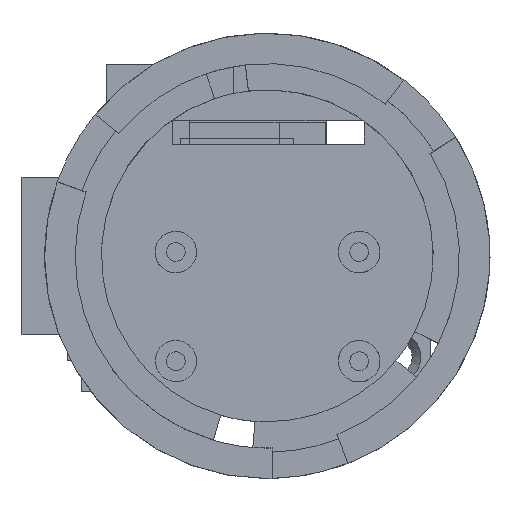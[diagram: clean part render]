
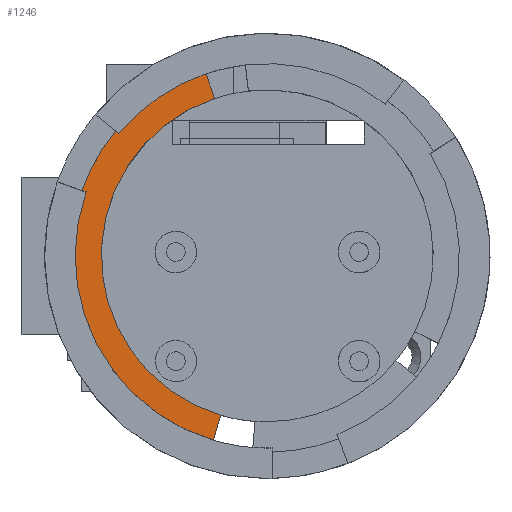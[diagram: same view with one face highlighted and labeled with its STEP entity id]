
A CAD part, top view. The second image highlights one B-rep face of the part: STEP entity #1246.
In plain terms, the highlighted planar face has unit normal (0, 0, 1).
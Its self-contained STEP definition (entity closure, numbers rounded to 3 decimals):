
#655=CARTESIAN_POINT('',(-15.586,15.362,117.589));
#656=VERTEX_POINT('',#655);
#665=CARTESIAN_POINT('',(-5.582,22.258,117.589));
#666=VERTEX_POINT('',#665);
#667=CARTESIAN_POINT('',(1.416,1.401,117.589));
#668=DIRECTION('',(-0.,-0.,1.));
#669=DIRECTION('',(-0.,1.,0.));
#670=AXIS2_PLACEMENT_3D('',#667,#668,#669);
#671=CIRCLE('',#670,22.);
#672=EDGE_CURVE('',#666,#656,#671,.T.);
#1143=CARTESIAN_POINT('',(-4.628,19.414,117.589));
#1144=VERTEX_POINT('',#1143);
#1151=CARTESIAN_POINT('',(-3.928,-16.832,117.589));
#1152=VERTEX_POINT('',#1151);
#1153=CARTESIAN_POINT('',(1.416,1.401,117.589));
#1154=DIRECTION('',(-0.,-0.,1.));
#1155=DIRECTION('',(-0.,1.,0.));
#1156=AXIS2_PLACEMENT_3D('',#1153,#1154,#1155);
#1157=CIRCLE('',#1156,19.);
#1158=EDGE_CURVE('',#1144,#1152,#1157,.T.);
#1174=CARTESIAN_POINT('',(-19.336,8.705,117.589));
#1175=VERTEX_POINT('',#1174);
#1176=CARTESIAN_POINT('',(-4.772,-19.711,117.589));
#1177=VERTEX_POINT('',#1176);
#1178=CARTESIAN_POINT('',(1.416,1.401,117.589));
#1179=DIRECTION('',(-0.,-0.,1.));
#1180=DIRECTION('',(-0.,1.,0.));
#1181=AXIS2_PLACEMENT_3D('',#1178,#1179,#1180);
#1182=CIRCLE('',#1181,22.);
#1183=EDGE_CURVE('',#1175,#1177,#1182,.T.);
#1201=CARTESIAN_POINT('',(-18.584,211.401,117.589));
#1202=DIRECTION('',(-0.,-0.,1.));
#1203=DIRECTION('',(-0.,1.,0.));
#1204=AXIS2_PLACEMENT_3D('',#1201,#1202,#1203);
#1205=PLANE('',#1204);
#1206=CARTESIAN_POINT('',(-5.582,22.258,117.589));
#1207=DIRECTION('',(0.318,-0.948,-0.));
#1208=VECTOR('',#1207,3.);
#1209=LINE('',#1206,#1208);
#1210=EDGE_CURVE('',#666,#1144,#1209,.T.);
#1211=ORIENTED_EDGE('',*,*,#1210,.F.);
#1212=ORIENTED_EDGE('',*,*,#672,.T.);
#1213=CARTESIAN_POINT('',(-15.973,15.68,117.589));
#1214=VERTEX_POINT('',#1213);
#1215=CARTESIAN_POINT('',(-15.586,15.362,117.589));
#1216=DIRECTION('',(-0.773,0.635,0.));
#1217=VECTOR('',#1216,0.5);
#1218=LINE('',#1215,#1217);
#1219=EDGE_CURVE('',#656,#1214,#1218,.T.);
#1220=ORIENTED_EDGE('',*,*,#1219,.T.);
#1221=CARTESIAN_POINT('',(-19.808,8.871,117.589));
#1222=VERTEX_POINT('',#1221);
#1223=CARTESIAN_POINT('',(1.416,1.401,117.589));
#1224=DIRECTION('',(-0.,-0.,1.));
#1225=DIRECTION('',(1.,0.,0.));
#1226=AXIS2_PLACEMENT_3D('',#1223,#1224,#1225);
#1227=CIRCLE('',#1226,22.5);
#1228=EDGE_CURVE('',#1214,#1222,#1227,.T.);
#1229=ORIENTED_EDGE('',*,*,#1228,.T.);
#1230=CARTESIAN_POINT('',(-19.336,8.705,117.589));
#1231=DIRECTION('',(-0.943,0.332,-0.));
#1232=VECTOR('',#1231,0.5);
#1233=LINE('',#1230,#1232);
#1234=EDGE_CURVE('',#1175,#1222,#1233,.T.);
#1235=ORIENTED_EDGE('',*,*,#1234,.F.);
#1236=ORIENTED_EDGE('',*,*,#1183,.T.);
#1237=CARTESIAN_POINT('',(-4.772,-19.711,117.589));
#1238=DIRECTION('',(0.281,0.96,-0.));
#1239=VECTOR('',#1238,3.);
#1240=LINE('',#1237,#1239);
#1241=EDGE_CURVE('',#1177,#1152,#1240,.T.);
#1242=ORIENTED_EDGE('',*,*,#1241,.T.);
#1243=ORIENTED_EDGE('',*,*,#1158,.F.);
#1244=EDGE_LOOP('',(#1211,#1212,#1220,#1229,#1235,#1236,#1242,#1243));
#1245=FACE_BOUND('',#1244,.T.);
#1246=ADVANCED_FACE('',(#1245),#1205,.T.);
